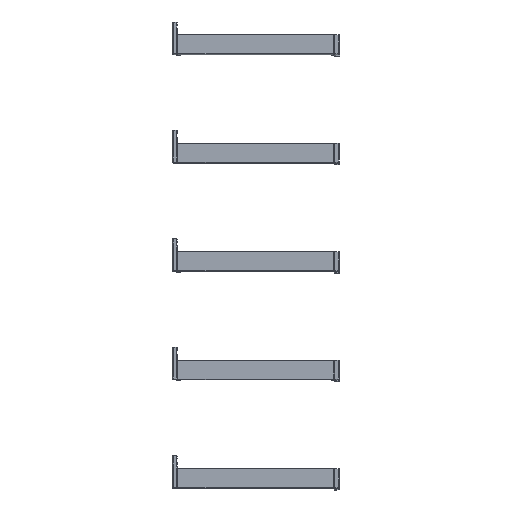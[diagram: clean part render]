
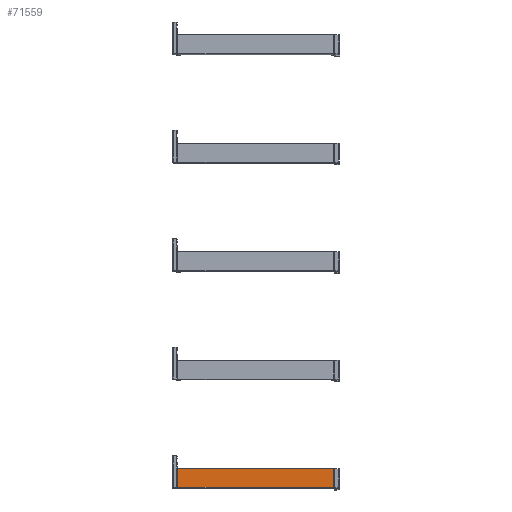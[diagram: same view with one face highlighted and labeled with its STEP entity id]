
A CAD part, left-side view. The second image highlights one B-rep face of the part: STEP entity #71559.
In plain terms, the highlighted planar face has unit normal (-1, 0, 0).
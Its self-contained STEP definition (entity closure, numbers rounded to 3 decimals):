
#1312=PLANE('',#76550);
#3804=FACE_OUTER_BOUND('',#8100,.T.);
#8100=EDGE_LOOP('',(#51318,#51319,#51320,#51321,#51322,#51323));
#13015=LINE('',#110092,#19935);
#13054=LINE('',#110237,#19974);
#13251=LINE('',#110938,#20171);
#13252=LINE('',#110940,#20172);
#19935=VECTOR('',#86401,10.);
#19974=VECTOR('',#86534,10.);
#20171=VECTOR('',#87211,10.);
#20172=VECTOR('',#87214,10.);
#26443=CIRCLE('',#76461,2.5);
#26446=CIRCLE('',#76466,2.5);
#30509=VERTEX_POINT('',#110089);
#30510=VERTEX_POINT('',#110091);
#30552=VERTEX_POINT('',#110234);
#30553=VERTEX_POINT('',#110236);
#30674=VERTEX_POINT('',#110636);
#30677=VERTEX_POINT('',#110647);
#37962=EDGE_CURVE('',#30510,#30509,#13015,.T.);
#38032=EDGE_CURVE('',#30553,#30552,#13054,.T.);
#38234=EDGE_CURVE('',#30510,#30674,#26443,.T.);
#38241=EDGE_CURVE('',#30677,#30552,#26446,.T.);
#38337=EDGE_CURVE('',#30553,#30509,#13251,.T.);
#38338=EDGE_CURVE('',#30677,#30674,#13252,.T.);
#51318=ORIENTED_EDGE('',*,*,#38337,.F.);
#51319=ORIENTED_EDGE('',*,*,#38032,.T.);
#51320=ORIENTED_EDGE('',*,*,#38241,.F.);
#51321=ORIENTED_EDGE('',*,*,#38338,.T.);
#51322=ORIENTED_EDGE('',*,*,#38234,.F.);
#51323=ORIENTED_EDGE('',*,*,#37962,.T.);
#71559=ADVANCED_FACE('',(#3804),#1312,.F.);
#76461=AXIS2_PLACEMENT_3D('',#110637,#86965,#86966);
#76466=AXIS2_PLACEMENT_3D('',#110649,#86979,#86980);
#76550=AXIS2_PLACEMENT_3D('',#110941,#87215,#87216);
#86401=DIRECTION('',(0.,0.,-1.));
#86534=DIRECTION('',(0.,0.,1.));
#86965=DIRECTION('center_axis',(1.,0.,0.));
#86966=DIRECTION('ref_axis',(0.,0.707,0.707));
#86979=DIRECTION('center_axis',(1.,0.,0.));
#86980=DIRECTION('ref_axis',(0.,-0.707,0.707));
#87211=DIRECTION('',(0.,1.,0.));
#87214=DIRECTION('',(0.,1.,0.));
#87215=DIRECTION('center_axis',(1.,0.,0.));
#87216=DIRECTION('ref_axis',(0.,0.,
-1.));
#110089=CARTESIAN_POINT('',(-50.,446.3,4.95));
#110091=CARTESIAN_POINT('',(-50.,446.3,54.95));
#110092=CARTESIAN_POINT('',(-50.,446.3,16.125));
#110234=CARTESIAN_POINT('',(-50.,15.2,54.95));
#110236=CARTESIAN_POINT('',(-50.,15.2,4.95));
#110237=CARTESIAN_POINT('',(-50.,15.2,16.125));
#110636=CARTESIAN_POINT('',(-50.,443.8,57.45));
#110637=CARTESIAN_POINT('Origin',(-50.,443.8,54.95));
#110647=CARTESIAN_POINT('',(-50.,17.7,57.45));
#110649=CARTESIAN_POINT('Origin',(-50.,17.7,54.95));
#110938=CARTESIAN_POINT('',(-50.,230.75,4.95));
#110940=CARTESIAN_POINT('',(-50.,0.,57.45));
#110941=CARTESIAN_POINT('Origin',(-50.,230.75,29.8));
